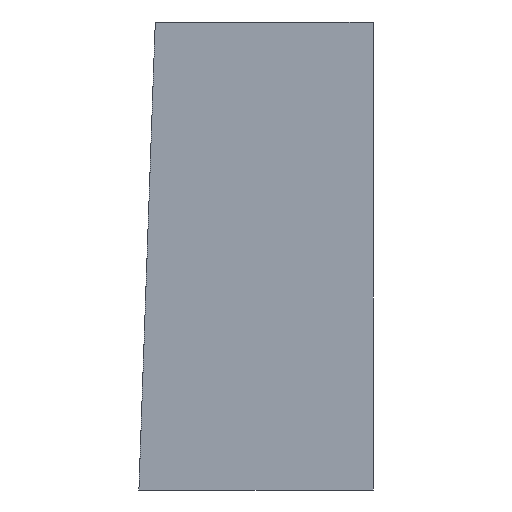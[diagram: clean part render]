
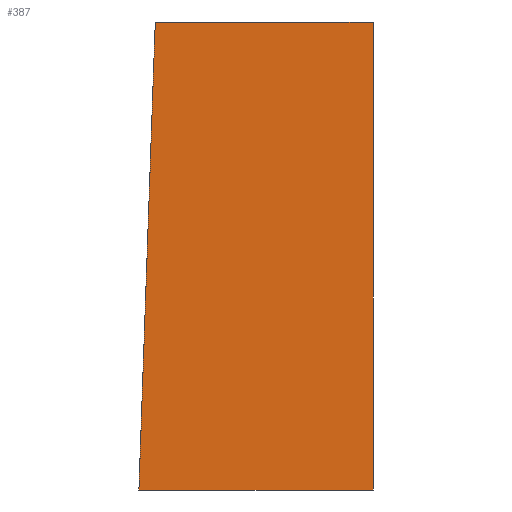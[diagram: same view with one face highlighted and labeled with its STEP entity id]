
A CAD part, left-side view. The second image highlights one B-rep face of the part: STEP entity #387.
In plain terms, the highlighted planar face has unit normal (-1, 0, 0).
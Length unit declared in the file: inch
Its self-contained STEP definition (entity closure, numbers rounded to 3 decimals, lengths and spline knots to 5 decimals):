
#20 = DIRECTION ( 'NONE',  ( 0., -1., 0. ) ) ;
#25 = CARTESIAN_POINT ( 'NONE',  ( -0.35433, 0., 0. ) ) ;
#41 = CARTESIAN_POINT ( 'NONE',  ( -0.35433, 0., -0.3937 ) ) ;
#43 = DIRECTION ( 'NONE',  ( 0., -0.035, 0.999 ) ) ;
#44 = VERTEX_POINT ( 'NONE', #128 ) ;
#46 = DIRECTION ( 'NONE',  ( 0., -1., 0. ) ) ;
#62 = VERTEX_POINT ( 'NONE', #139 ) ;
#72 = VERTEX_POINT ( 'NONE', #132 ) ;
#76 = VERTEX_POINT ( 'NONE', #131 ) ;
#79 = DIRECTION ( 'NONE',  ( 0., 0., 1. ) ) ;
#80 = CARTESIAN_POINT ( 'NONE',  ( -0.35433, 0., -0.3937 ) ) ;
#96 = DIRECTION ( 'NONE',  ( 0., 0., 1. ) ) ;
#99 = DIRECTION ( 'NONE',  ( -1., 0., 0. ) ) ;
#100 = CARTESIAN_POINT ( 'NONE',  ( -0.35433, 0., -0.3937 ) ) ;
#102 = PLANE ( 'NONE',  #329 ) ;
#112 = CARTESIAN_POINT ( 'NONE',  ( -0.35433, 0.19676, -0.38683 ) ) ;
#128 = CARTESIAN_POINT ( 'NONE',  ( -0.35433, 0., 0. ) ) ;
#131 = CARTESIAN_POINT ( 'NONE',  ( -0.35433, 0.197, -0.3937 ) ) ;
#132 = CARTESIAN_POINT ( 'NONE',  ( -0.35433, 0.18325, 0. ) ) ;
#139 = CARTESIAN_POINT ( 'NONE',  ( -0.35433, 0., -0.3937 ) ) ;
#169 = LINE ( 'NONE', #80, #248 ) ;
#184 = LINE ( 'NONE', #41, #196 ) ;
#196 = VECTOR ( 'NONE', #46, 39.37008 ) ;
#218 = VECTOR ( 'NONE', #20, 39.37008 ) ;
#223 = EDGE_LOOP ( 'NONE', ( #287, #275, #234, #277 ) ) ;
#234 = ORIENTED_EDGE ( 'NONE', *, *, #359, .T. ) ;
#241 = VECTOR ( 'NONE', #43, 39.37008 ) ;
#248 = VECTOR ( 'NONE', #79, 39.37008 ) ;
#273 = LINE ( 'NONE', #112, #241 ) ;
#275 = ORIENTED_EDGE ( 'NONE', *, *, #361, .T. ) ;
#277 = ORIENTED_EDGE ( 'NONE', *, *, #347, .F. ) ;
#287 = ORIENTED_EDGE ( 'NONE', *, *, #362, .F. ) ;
#307 = FACE_OUTER_BOUND ( 'NONE', #223, .T. ) ;
#308 = LINE ( 'NONE', #25, #218 ) ;
#329 = AXIS2_PLACEMENT_3D ( 'NONE', #100, #99, #96 ) ;
#347 = EDGE_CURVE ( 'NONE', #72, #44, #308, .T. ) ;
#359 = EDGE_CURVE ( 'NONE', #62, #44, #169, .T. ) ;
#361 = EDGE_CURVE ( 'NONE', #76, #62, #184, .T. ) ;
#362 = EDGE_CURVE ( 'NONE', #76, #72, #273, .T. ) ;
#387 = ADVANCED_FACE ( 'NONE', ( #307 ), #102, .T. ) ;
